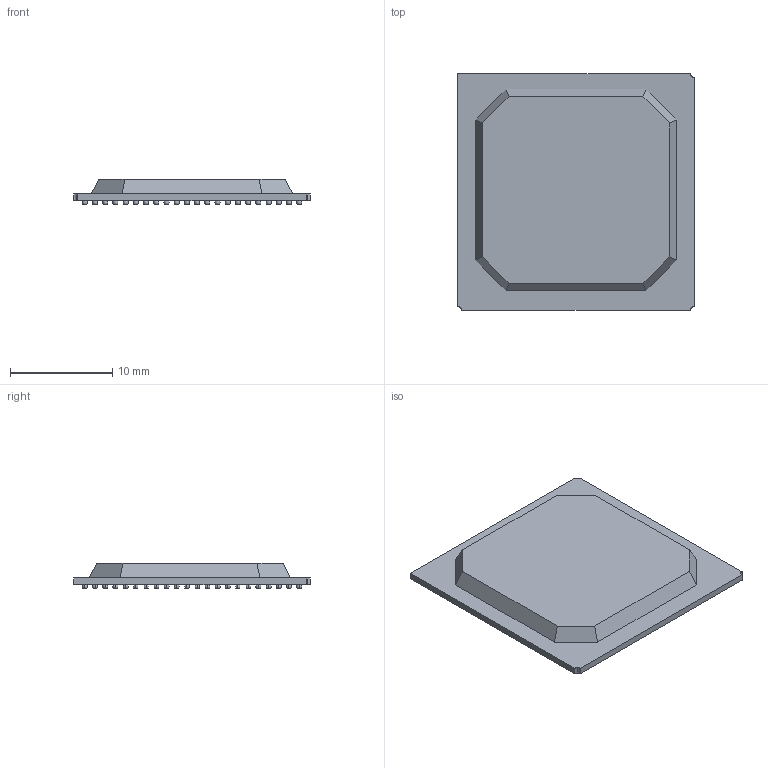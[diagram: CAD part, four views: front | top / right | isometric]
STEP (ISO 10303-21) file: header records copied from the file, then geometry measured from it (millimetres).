
FILE_DESCRIPTION((''),'2;1');
FILE_NAME('BGA376C100P22X22_2300X2300X248.stp','2009-11-17T10:27:43',(''),(''),'Mechanical Desktop 2006','Mechanical Desktop 2006',', , ');
FILE_SCHEMA(('AUTOMOTIVE_DESIGN { 1 2 10303 214 0 1 1 1 }'));
Length unit declared in the file: millimetre
Products named in the file (1): Product
Bounding box: 23.2 x 23.2 x 2.48 mm (x, y, z)
Volume: 866.9 mm3; surface area: 2227.3 mm2
Topology: 378 solids, 378 shells, 1526 faces, 3062 edges, 2292 vertices
Faces by surface type: plane 768, sphere 752, cylinder 6
Entity records: 42437 total; most frequent: DIRECTION 9136, CARTESIAN_POINT 6881, ORIENTED_EDGE 6124, AXIS2_PLACEMENT_3D 4547, EDGE_CURVE 3062, CIRCLE 3020, VERTEX_POINT 2292, EDGE_LOOP 1526
